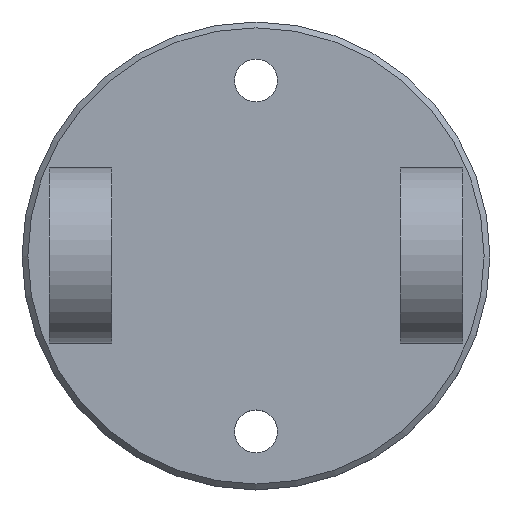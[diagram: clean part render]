
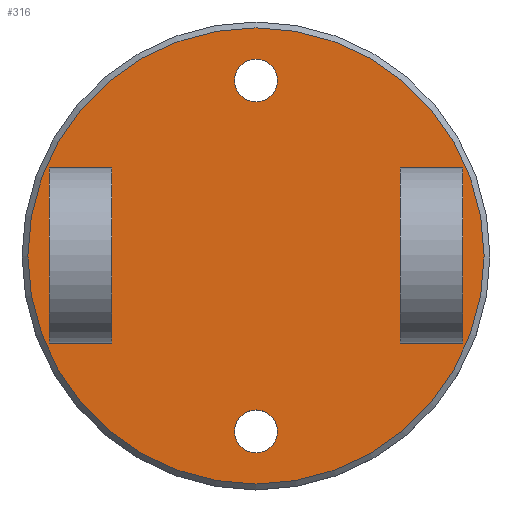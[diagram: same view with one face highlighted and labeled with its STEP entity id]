
A CAD part, top view. The second image highlights one B-rep face of the part: STEP entity #316.
In plain terms, the highlighted planar face has unit normal (0, 0, 1).
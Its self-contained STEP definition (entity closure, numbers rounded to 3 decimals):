
#180=FACE_BOUND('',#628,.T.);
#181=FACE_BOUND('',#629,.T.);
#182=FACE_BOUND('',#630,.T.);
#183=FACE_BOUND('',#631,.T.);
#184=FACE_BOUND('',#632,.T.);
#316=ADVANCED_FACE('',(#180,#181,#182,#183,#184),#399,.T.);
#399=PLANE('',#2409);
#628=EDGE_LOOP('',(#1123));
#629=EDGE_LOOP('',(#1124));
#630=EDGE_LOOP('',(#1125));
#631=EDGE_LOOP('',(#1126));
#632=EDGE_LOOP('',(#1127));
#1123=ORIENTED_EDGE('',*,*,#1649,.F.);
#1124=ORIENTED_EDGE('',*,*,#1650,.F.);
#1125=ORIENTED_EDGE('',*,*,#1651,.T.);
#1126=ORIENTED_EDGE('',*,*,#1640,.F.);
#1127=ORIENTED_EDGE('',*,*,#1644,.F.);
#1379=VERTEX_POINT('',#34646);
#1383=VERTEX_POINT('',#34656);
#1388=VERTEX_POINT('',#34668);
#1389=VERTEX_POINT('',#34670);
#1390=VERTEX_POINT('',#34672);
#1640=EDGE_CURVE('',#1379,#1379,#1811,.T.);
#1644=EDGE_CURVE('',#1383,#1383,#1815,.T.);
#1649=EDGE_CURVE('',#1388,#1388,#1820,.T.);
#1650=EDGE_CURVE('',#1389,#1389,#1821,.T.);
#1651=EDGE_CURVE('',#1390,#1390,#1822,.T.);
#1811=CIRCLE('',#2393,5.5);
#1815=CIRCLE('',#2399,5.5);
#1820=CIRCLE('',#2406,4.25);
#1821=CIRCLE('',#2407,4.25);
#1822=CIRCLE('',#2408,58.5);
#2393=AXIS2_PLACEMENT_3D('',#34645,#2831,#2832);
#2399=AXIS2_PLACEMENT_3D('',#34655,#2843,#2844);
#2406=AXIS2_PLACEMENT_3D('',#34667,#2857,#2858);
#2407=AXIS2_PLACEMENT_3D('',#34669,#2859,#2860);
#2408=AXIS2_PLACEMENT_3D('',#34671,#2861,#2862);
#2409=AXIS2_PLACEMENT_3D('',#34673,#2863,#2864);
#2831=DIRECTION('',(0.,0.,1.));
#2832=DIRECTION('',(1.,0.,0.));
#2843=DIRECTION('',(0.,0.,1.));
#2844=DIRECTION('',(1.,0.,0.));
#2857=DIRECTION('',(0.,0.,1.));
#2858=DIRECTION('',(1.,0.,0.));
#2859=DIRECTION('',(0.,0.,1.));
#2860=DIRECTION('',(1.,0.,0.));
#2861=DIRECTION('',(0.,0.,1.));
#2862=DIRECTION('',(1.,0.,0.));
#2863=DIRECTION('',(0.,0.,1.));
#2864=DIRECTION('',(1.,0.,0.));
#34645=CARTESIAN_POINT('',(0.,45.,0.));
#34646=CARTESIAN_POINT('',(5.5,45.,0.));
#34655=CARTESIAN_POINT('',(0.,-45.,0.));
#34656=CARTESIAN_POINT('',(5.5,-45.,0.));
#34667=CARTESIAN_POINT('',(-45.,-17.5,0.));
#34668=CARTESIAN_POINT('',(-40.75,-17.5,0.));
#34669=CARTESIAN_POINT('',(-45.,17.5,0.));
#34670=CARTESIAN_POINT('',(-40.75,17.5,0.));
#34671=CARTESIAN_POINT('',(0.,0.,0.));
#34672=CARTESIAN_POINT('',(58.5,0.,0.));
#34673=CARTESIAN_POINT('',(0.,22.5,0.));
